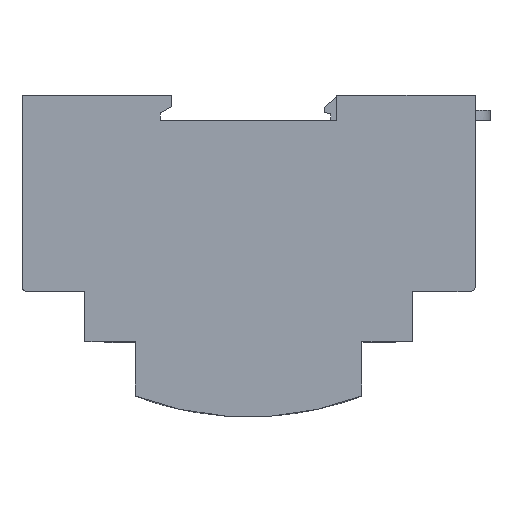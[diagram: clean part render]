
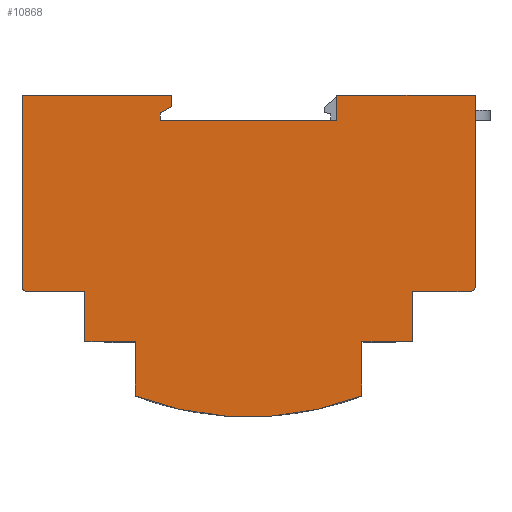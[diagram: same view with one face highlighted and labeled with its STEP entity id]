
A CAD part, left-side view. The second image highlights one B-rep face of the part: STEP entity #10868.
In plain terms, the highlighted planar face has unit normal (-1, 0, 0).
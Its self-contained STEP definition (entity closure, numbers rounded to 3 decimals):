
#1594=DIRECTION('',(0.,-1.,0.));
#1595=VECTOR('',#1594,11.5);
#1596=CARTESIAN_POINT('',(-35.,-32.5,-10.2));
#1597=LINE('',#1596,#1595);
#1622=CARTESIAN_POINT('',(-35.,-44.,-9.2));
#1623=DIRECTION('',(1.,0.,0.));
#1624=DIRECTION('',(0.,-1.,0.));
#1625=AXIS2_PLACEMENT_3D('',#1622,#1623,#1624);
#1627=CARTESIAN_POINT('',(-35.,0.,28.));
#1628=DIRECTION('',(1.,0.,0.));
#1629=DIRECTION('',(0.,-0.357,-0.934));
#1630=AXIS2_PLACEMENT_3D('',#1627,#1628,#1629);
#1632=CARTESIAN_POINT('',(-35.,44.,-9.2));
#1633=DIRECTION('',(1.,0.,0.));
#1634=DIRECTION('',(0.,0.,-1.));
#1635=AXIS2_PLACEMENT_3D('',#1632,#1633,#1634);
#1637=DIRECTION('',(0.,-1.,0.));
#1638=VECTOR('',#1637,29.717);
#1639=CARTESIAN_POINT('',(-35.,45.,28.8));
#1640=LINE('',#1639,#1638);
#1641=DIRECTION('',(0.,0.879,-0.477));
#1642=VECTOR('',#1641,2.522);
#1643=CARTESIAN_POINT('',(-35.,15.283,26.49));
#1644=LINE('',#1643,#1642);
#1645=DIRECTION('',(0.,0.,1.));
#1646=VECTOR('',#1645,10.);
#1647=CARTESIAN_POINT('',(-35.,-32.5,-20.2));
#1648=LINE('',#1647,#1646);
#1827=DIRECTION('',(0.,0.,1.));
#1828=VECTOR('',#1827,38.);
#1829=CARTESIAN_POINT('',(-35.,-45.,-9.2));
#1830=LINE('',#1829,#1828);
#2068=DIRECTION('',(0.,1.,0.));
#2069=VECTOR('',#2068,27.5);
#2070=CARTESIAN_POINT('',(-35.,-45.,28.8));
#2071=LINE('',#2070,#2069);
#2084=DIRECTION('',(0.,0.,-1.));
#2085=VECTOR('',#2084,5.);
#2086=CARTESIAN_POINT('',(-35.,-17.5,28.8));
#2087=LINE('',#2086,#2085);
#2120=DIRECTION('',(0.,1.,0.));
#2121=VECTOR('',#2120,35.);
#2122=CARTESIAN_POINT('',(-35.,-17.5,23.8));
#2123=LINE('',#2122,#2121);
#2220=DIRECTION('',(0.,0.,1.));
#2221=VECTOR('',#2220,1.488);
#2222=CARTESIAN_POINT('',(-35.,17.5,23.8));
#2223=LINE('',#2222,#2221);
#2240=DIRECTION('',(0.,0.,1.));
#2241=VECTOR('',#2240,2.31);
#2242=CARTESIAN_POINT('',(-35.,15.283,26.49));
#2243=LINE('',#2242,#2241);
#2277=DIRECTION('',(0.,0.,-1.));
#2278=VECTOR('',#2277,38.);
#2279=CARTESIAN_POINT('',(-35.,45.,28.8));
#2280=LINE('',#2279,#2278);
#2417=DIRECTION('',(0.,-1.,0.));
#2418=VECTOR('',#2417,11.5);
#2419=CARTESIAN_POINT('',(-35.,44.,-10.2));
#2420=LINE('',#2419,#2418);
#2425=DIRECTION('',(0.,0.,-1.));
#2426=VECTOR('',#2425,10.);
#2427=CARTESIAN_POINT('',(-35.,32.5,-10.2));
#2428=LINE('',#2427,#2426);
#2453=DIRECTION('',(0.,-1.,0.));
#2454=VECTOR('',#2453,10.);
#2455=CARTESIAN_POINT('',(-35.,32.5,-20.2));
#2456=LINE('',#2455,#2454);
#2657=DIRECTION('',(0.,0.,-1.));
#2658=VECTOR('',#2657,10.752);
#2659=CARTESIAN_POINT('',(-35.,22.5,-20.2));
#2660=LINE('',#2659,#2658);
#3061=DIRECTION('',(0.,0.,1.));
#3062=VECTOR('',#3061,10.752);
#3063=CARTESIAN_POINT('',(-35.,-22.5,-30.952));
#3064=LINE('',#3063,#3062);
#3276=DIRECTION('',(0.,-1.,0.));
#3277=VECTOR('',#3276,10.);
#3278=CARTESIAN_POINT('',(-35.,-22.5,-20.2));
#3279=LINE('',#3278,#3277);
#8630=CARTESIAN_POINT('',(-35.,-44.,-10.2));
#8632=VERTEX_POINT('',#8630);
#8643=CARTESIAN_POINT('',(-35.,-32.5,-10.2));
#8644=VERTEX_POINT('',#8643);
#8661=CARTESIAN_POINT('',(-35.,-45.,-9.2));
#8662=VERTEX_POINT('',#8661);
#8665=CARTESIAN_POINT('',(-35.,-32.5,-20.2));
#8666=VERTEX_POINT('',#8665);
#8667=CARTESIAN_POINT('',(-35.,-22.5,-20.2));
#8668=VERTEX_POINT('',#8667);
#8669=CARTESIAN_POINT('',(-35.,-22.5,-30.952));
#8670=VERTEX_POINT('',#8669);
#8671=CARTESIAN_POINT('',(-35.,22.5,-30.952));
#8672=VERTEX_POINT('',#8671);
#8673=CARTESIAN_POINT('',(-35.,22.5,-20.2));
#8674=VERTEX_POINT('',#8673);
#8675=CARTESIAN_POINT('',(-35.,32.5,-20.2));
#8676=VERTEX_POINT('',#8675);
#8677=CARTESIAN_POINT('',(-35.,32.5,-10.2));
#8678=VERTEX_POINT('',#8677);
#8679=CARTESIAN_POINT('',(-35.,44.,-10.2));
#8680=VERTEX_POINT('',#8679);
#8681=CARTESIAN_POINT('',(-35.,45.,-9.2));
#8682=VERTEX_POINT('',#8681);
#8683=CARTESIAN_POINT('',(-35.,45.,28.8));
#8684=VERTEX_POINT('',#8683);
#8685=CARTESIAN_POINT('',(-35.,15.283,28.8));
#8686=VERTEX_POINT('',#8685);
#8687=CARTESIAN_POINT('',(-35.,15.283,26.49));
#8688=VERTEX_POINT('',#8687);
#8689=CARTESIAN_POINT('',(-35.,17.5,25.288));
#8690=VERTEX_POINT('',#8689);
#8691=CARTESIAN_POINT('',(-35.,17.5,23.8));
#8692=VERTEX_POINT('',#8691);
#8693=CARTESIAN_POINT('',(-35.,-17.5,23.8));
#8694=VERTEX_POINT('',#8693);
#8695=CARTESIAN_POINT('',(-35.,-17.5,28.8));
#8696=VERTEX_POINT('',#8695);
#8697=CARTESIAN_POINT('',(-35.,-45.,28.8));
#8698=VERTEX_POINT('',#8697);
#10823=CARTESIAN_POINT('',(-35.,0.,0.));
#10824=DIRECTION('',(1.,0.,0.));
#10825=DIRECTION('',(0.,-1.,0.));
#10826=AXIS2_PLACEMENT_3D('',#10823,#10824,#10825);
#10827=PLANE('',#10826);
#10828=ORIENTED_EDGE('',*,*,#10813,.T.);
#10829=ORIENTED_EDGE('',*,*,#10793,.F.);
#10831=ORIENTED_EDGE('',*,*,#10830,.F.);
#10833=ORIENTED_EDGE('',*,*,#10832,.F.);
#10835=ORIENTED_EDGE('',*,*,#10834,.F.);
#10837=ORIENTED_EDGE('',*,*,#10836,.T.);
#10839=ORIENTED_EDGE('',*,*,#10838,.F.);
#10841=ORIENTED_EDGE('',*,*,#10840,.F.);
#10843=ORIENTED_EDGE('',*,*,#10842,.F.);
#10845=ORIENTED_EDGE('',*,*,#10844,.F.);
#10847=ORIENTED_EDGE('',*,*,#10846,.T.);
#10849=ORIENTED_EDGE('',*,*,#10848,.F.);
#10851=ORIENTED_EDGE('',*,*,#10850,.T.);
#10853=ORIENTED_EDGE('',*,*,#10852,.F.);
#10855=ORIENTED_EDGE('',*,*,#10854,.T.);
#10857=ORIENTED_EDGE('',*,*,#10856,.F.);
#10859=ORIENTED_EDGE('',*,*,#10858,.F.);
#10861=ORIENTED_EDGE('',*,*,#10860,.F.);
#10863=ORIENTED_EDGE('',*,*,#10862,.F.);
#10865=ORIENTED_EDGE('',*,*,#10864,.F.);
#10866=EDGE_LOOP('',(#10828,#10829,#10831,#10833,#10835,#10837,#10839,#10841,
#10843,#10845,#10847,#10849,#10851,#10853,#10855,#10857,#10859,#10861,#10863,
#10865));
#10867=FACE_OUTER_BOUND('',#10866,.F.);
#1626=CIRCLE('',#1625,1.);
#1631=CIRCLE('',#1630,63.1);
#1636=CIRCLE('',#1635,1.);
#10793=EDGE_CURVE('',#8644,#8632,#1597,.T.);
#10813=EDGE_CURVE('',#8662,#8632,#1626,.T.);
#10830=EDGE_CURVE('',#8666,#8644,#1648,.T.);
#10832=EDGE_CURVE('',#8668,#8666,#3279,.T.);
#10834=EDGE_CURVE('',#8670,#8668,#3064,.T.);
#10836=EDGE_CURVE('',#8670,#8672,#1631,.T.);
#10838=EDGE_CURVE('',#8674,#8672,#2660,.T.);
#10840=EDGE_CURVE('',#8676,#8674,#2456,.T.);
#10842=EDGE_CURVE('',#8678,#8676,#2428,.T.);
#10844=EDGE_CURVE('',#8680,#8678,#2420,.T.);
#10846=EDGE_CURVE('',#8680,#8682,#1636,.T.);
#10848=EDGE_CURVE('',#8684,#8682,#2280,.T.);
#10850=EDGE_CURVE('',#8684,#8686,#1640,.T.);
#10852=EDGE_CURVE('',#8688,#8686,#2243,.T.);
#10854=EDGE_CURVE('',#8688,#8690,#1644,.T.);
#10856=EDGE_CURVE('',#8692,#8690,#2223,.T.);
#10858=EDGE_CURVE('',#8694,#8692,#2123,.T.);
#10860=EDGE_CURVE('',#8696,#8694,#2087,.T.);
#10862=EDGE_CURVE('',#8698,#8696,#2071,.T.);
#10864=EDGE_CURVE('',#8662,#8698,#1830,.T.);
#10868=ADVANCED_FACE('',(#10867),#10827,.F.);
